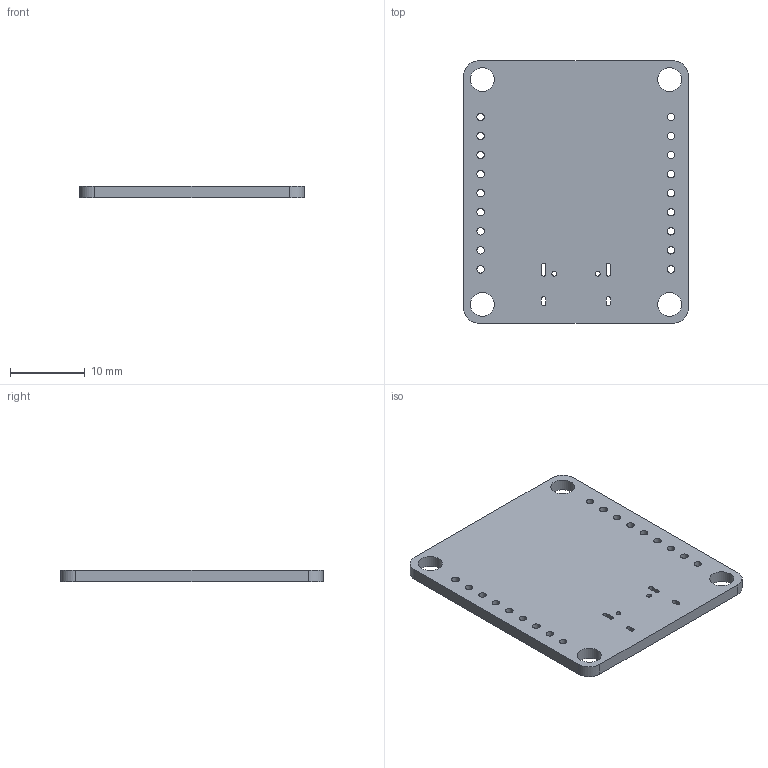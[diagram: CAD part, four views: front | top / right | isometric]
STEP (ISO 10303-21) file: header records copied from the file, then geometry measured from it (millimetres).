
FILE_DESCRIPTION(('KiCad electronic assembly'),'2;1');
FILE_NAME('usb.step','2022-03-17T17:08:29',('Pcbnew'),('Kicad'), 'Open CASCADE STEP processor 7.6','KiCad to STEP converter','Unknown' );
FILE_SCHEMA(('AUTOMOTIVE_DESIGN { 1 0 10303 214 1 1 1 1 }'));
Length unit declared in the file: millimetre
Products named in the file (2): usb 1; usb PCB
Assembly tree (1 placements, depth 2):
  usb 1
    usb PCB
Bounding box: 30 x 35 x 1.6 mm (x, y, z)
Volume: 1594.3 mm3; surface area: 2379.7 mm2
Topology: 1 solids, 1 shells, 50 faces, 144 edges, 96 vertices
Faces by surface type: cylinder 36, plane 14
Full cylindrical faces by diameter (mm): 0.65 x2, 1 x18, 3.2 x4
Entity records: 3711 total; most frequent: DIRECTION 608, CARTESIAN_POINT 580, ORIENTED_EDGE 288, LINE 288, VECTOR 288, PCURVE 288, DEFINITIONAL_REPRESENTATION 288, EDGE_CURVE 144
